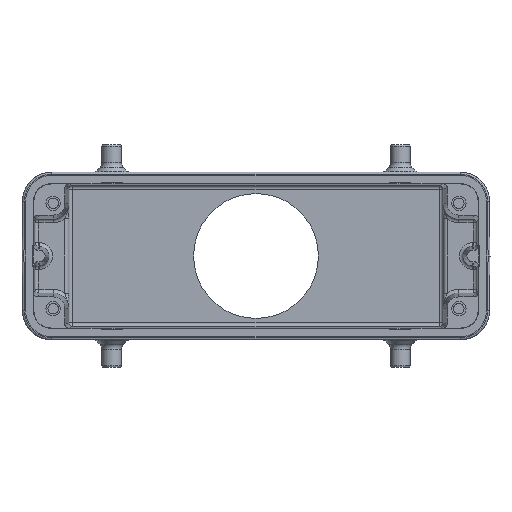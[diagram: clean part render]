
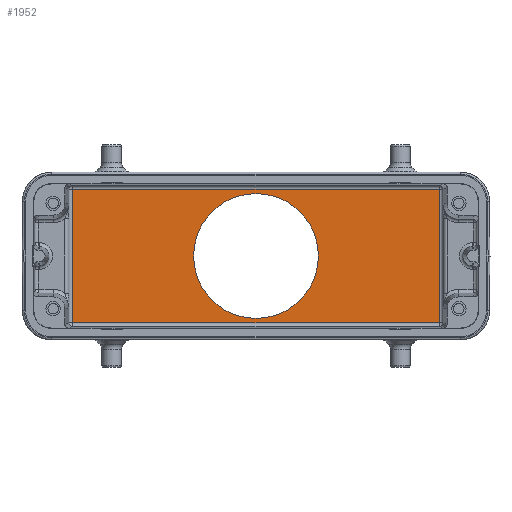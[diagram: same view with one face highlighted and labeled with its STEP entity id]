
A CAD part, front view. The second image highlights one B-rep face of the part: STEP entity #1952.
In plain terms, the highlighted planar face has unit normal (0, -1, 0).
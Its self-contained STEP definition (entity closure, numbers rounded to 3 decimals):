
#818=LINE('',#9346,#1400);
#819=LINE('',#9349,#1401);
#820=LINE('',#9351,#1402);
#821=LINE('',#9353,#1403);
#1400=VECTOR('',#7345,1.);
#1401=VECTOR('',#7346,1.);
#1402=VECTOR('',#7347,1.);
#1403=VECTOR('',#7348,1.);
#1952=ADVANCED_FACE('',(#2521,#2522),#2315,.F.);
#2315=PLANE('',#6577);
#2521=FACE_BOUND('',#2653,.T.);
#2522=FACE_BOUND('',#2654,.T.);
#2653=EDGE_LOOP('',(#3199,#3200,#3201,#3202));
#2654=EDGE_LOOP('',(#3203));
#3199=ORIENTED_EDGE('',*,*,#5515,.T.);
#3200=ORIENTED_EDGE('',*,*,#5516,.F.);
#3201=ORIENTED_EDGE('',*,*,#5517,.F.);
#3202=ORIENTED_EDGE('',*,*,#5518,.T.);
#3203=ORIENTED_EDGE('',*,*,#5519,.T.);
#4926=VERTEX_POINT('',#9347);
#4927=VERTEX_POINT('',#9348);
#4928=VERTEX_POINT('',#9350);
#4929=VERTEX_POINT('',#9352);
#4930=VERTEX_POINT('',#9355);
#5515=EDGE_CURVE('',#4926,#4927,#818,.T.);
#5516=EDGE_CURVE('',#4928,#4927,#819,.T.);
#5517=EDGE_CURVE('',#4929,#4928,#820,.T.);
#5518=EDGE_CURVE('',#4929,#4926,#821,.T.);
#5519=EDGE_CURVE('',#4930,#4930,#6332,.T.);
#6332=CIRCLE('',#6576,16.);
#6576=AXIS2_PLACEMENT_3D('',#9354,#7349,#7350);
#6577=AXIS2_PLACEMENT_3D('',#9356,#7351,#7352);
#7345=DIRECTION('',(1.,0.,0.));
#7346=DIRECTION('',(0.,0.,-1.));
#7347=DIRECTION('',(1.,0.,0.));
#7348=DIRECTION('',(0.,0.,-1.));
#7349=DIRECTION('',(0.,1.,0.));
#7350=DIRECTION('',(0.,0.,1.));
#7351=DIRECTION('',(0.,1.,0.));
#7352=DIRECTION('',(1.,0.,0.));
#9346=CARTESIAN_POINT('',(-47.,52.,-17.135));
#9347=CARTESIAN_POINT('',(-47.,52.,-17.135));
#9348=CARTESIAN_POINT('',(47.,52.,-17.135));
#9349=CARTESIAN_POINT('',(47.,52.,17.135));
#9350=CARTESIAN_POINT('',(47.,52.,17.135));
#9351=CARTESIAN_POINT('',(-47.,52.,17.135));
#9352=CARTESIAN_POINT('',(-47.,52.,17.135));
#9353=CARTESIAN_POINT('',(-47.,52.,17.135));
#9354=CARTESIAN_POINT('',(0.,52.,0.));
#9355=CARTESIAN_POINT('',(0.,52.,16.));
#9356=CARTESIAN_POINT('',(57.,52.,-18.5));
